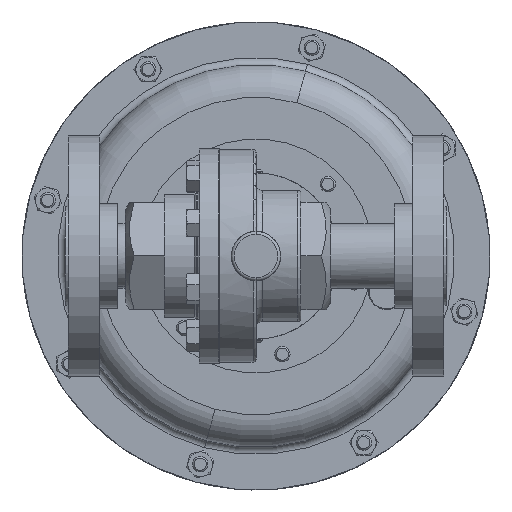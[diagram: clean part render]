
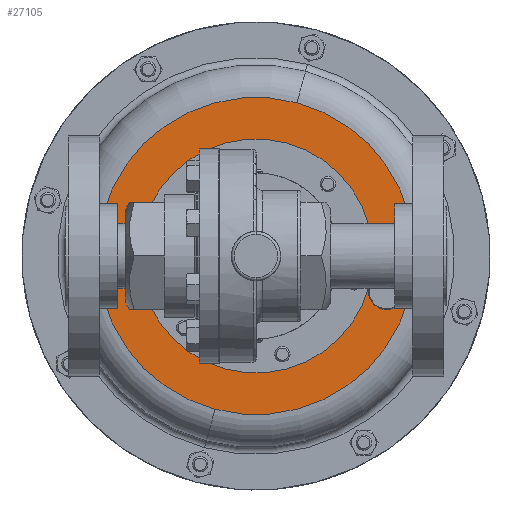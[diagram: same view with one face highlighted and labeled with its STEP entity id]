
A CAD part, front view. The second image highlights one B-rep face of the part: STEP entity #27105.
In plain terms, the highlighted planar face has unit normal (0, -1, 0).
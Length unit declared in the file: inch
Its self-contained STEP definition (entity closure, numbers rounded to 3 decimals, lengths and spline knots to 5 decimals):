
#189 = DIRECTION ( 'NONE',  ( 0., 1., 0. ) ) ;
#490 = CARTESIAN_POINT ( 'NONE',  ( 1.52663, 9.93332, 4.03194 ) ) ;
#895 = CIRCLE ( 'NONE', #15842, 3.219 ) ;
#1098 = DIRECTION ( 'NONE',  ( 0.259, 0., 0.966 ) ) ;
#3531 = DIRECTION ( 'NONE',  ( 0., 0., -1. ) ) ;
#3743 = CIRCLE ( 'NONE', #30682, 3.219 ) ;
#3782 = EDGE_CURVE ( 'NONE', #23422, #7446, #4752, .T. ) ;
#4752 = CIRCLE ( 'NONE', #11146, 0.375 ) ;
#5002 = CARTESIAN_POINT ( 'NONE',  ( 1.52663, 9.93332, 4.03194 ) ) ;
#5033 = EDGE_CURVE ( 'NONE', #6672, #25590, #31987, .T. ) ;
#6672 = VERTEX_POINT ( 'NONE', #8303 ) ;
#6812 = EDGE_CURVE ( 'NONE', #27036, #7274, #3743, .T. ) ;
#7274 = VERTEX_POINT ( 'NONE', #11445 ) ;
#7446 = VERTEX_POINT ( 'NONE', #31328 ) ;
#7524 = ORIENTED_EDGE ( 'NONE', *, *, #6812, .F. ) ;
#7635 = DIRECTION ( 'NONE',  ( 0., 0., -1. ) ) ;
#8142 = ORIENTED_EDGE ( 'NONE', *, *, #5033, .T. ) ;
#8293 = AXIS2_PLACEMENT_3D ( 'NONE', #11350, #189, #14696 ) ;
#8303 = CARTESIAN_POINT ( 'NONE',  ( 3.8207, 9.93332, 3.41725 ) ) ;
#9181 = ORIENTED_EDGE ( 'NONE', *, *, #14650, .T. ) ;
#9976 = DIRECTION ( 'NONE',  ( 0.379, 0., 0.926 ) ) ;
#11146 = AXIS2_PLACEMENT_3D ( 'NONE', #17356, #23129, #9976 ) ;
#11350 = CARTESIAN_POINT ( 'NONE',  ( 4.18293, 9.93332, 3.32019 ) ) ;
#11445 = CARTESIAN_POINT ( 'NONE',  ( 0.69349, 9.93332, 0.92263 ) ) ;
#13440 = PLANE ( 'NONE',  #26167 ) ;
#14505 = DIRECTION ( 'NONE',  ( 0., 1., 0. ) ) ;
#14650 = EDGE_CURVE ( 'NONE', #7446, #6672, #33192, .T. ) ;
#14696 = DIRECTION ( 'NONE',  ( 0.379, 0., 0.926 ) ) ;
#15842 = AXIS2_PLACEMENT_3D ( 'NONE', #32655, #16852, #1098 ) ;
#15900 = CARTESIAN_POINT ( 'NONE',  ( 2.35977, 9.93332, 7.14126 ) ) ;
#16128 = DIRECTION ( 'NONE',  ( -0.259, 0., -0.966 ) ) ;
#16292 = AXIS2_PLACEMENT_3D ( 'NONE', #19330, #16663, #3531 ) ;
#16556 = AXIS2_PLACEMENT_3D ( 'NONE', #30345, #14505, #32980 ) ;
#16663 = DIRECTION ( 'NONE',  ( 0., 1., 0. ) ) ;
#16852 = DIRECTION ( 'NONE',  ( 0., 1., 0. ) ) ;
#17356 = CARTESIAN_POINT ( 'NONE',  ( 4.18293, 9.93332, 3.32019 ) ) ;
#18099 = AXIS2_PLACEMENT_3D ( 'NONE', #5002, #23440, #7635 ) ;
#18937 = EDGE_CURVE ( 'NONE', #25590, #6672, #27773, .T. ) ;
#19330 = CARTESIAN_POINT ( 'NONE',  ( 1.52663, 9.93332, 4.03194 ) ) ;
#19522 = CARTESIAN_POINT ( 'NONE',  ( -0.76744, 9.93332, 4.64664 ) ) ;
#19942 = ORIENTED_EDGE ( 'NONE', *, *, #3782, .T. ) ;
#21043 = ORIENTED_EDGE ( 'NONE', *, *, #33887, .T. ) ;
#21339 = CARTESIAN_POINT ( 'NONE',  ( 4.63595, 9.93332, 3.1988 ) ) ;
#21663 = FACE_OUTER_BOUND ( 'NONE', #22606, .T. ) ;
#22606 = EDGE_LOOP ( 'NONE', ( #7524, #33515 ) ) ;
#22877 = DIRECTION ( 'NONE',  ( 0., 1., 0. ) ) ;
#23129 = DIRECTION ( 'NONE',  ( 0., 1., 0. ) ) ;
#23422 = VERTEX_POINT ( 'NONE', #32370 ) ;
#23440 = DIRECTION ( 'NONE',  ( 0., 1., 0. ) ) ;
#24438 = ORIENTED_EDGE ( 'NONE', *, *, #18937, .T. ) ;
#25334 = EDGE_LOOP ( 'NONE', ( #21043, #19942, #9181, #8142, #24438 ) ) ;
#25590 = VERTEX_POINT ( 'NONE', #19522 ) ;
#26167 = AXIS2_PLACEMENT_3D ( 'NONE', #21339, #31921, #16128 ) ;
#27022 = FACE_BOUND ( 'NONE', #25334, .T. ) ;
#27036 = VERTEX_POINT ( 'NONE', #15900 ) ;
#27105 = ADVANCED_FACE ( 'NONE', ( #21663, #27022 ), #13440, .T. ) ;
#27773 = CIRCLE ( 'NONE', #18099, 2.375 ) ;
#28834 = CIRCLE ( 'NONE', #16556, 0.375 ) ;
#29950 = DIRECTION ( 'NONE',  ( 0.259, 0., 0.966 ) ) ;
#30345 = CARTESIAN_POINT ( 'NONE',  ( 4.18293, 9.93332, 3.32019 ) ) ;
#30682 = AXIS2_PLACEMENT_3D ( 'NONE', #490, #22877, #29950 ) ;
#31328 = CARTESIAN_POINT ( 'NONE',  ( 4.04095, 9.93332, 2.9731 ) ) ;
#31475 = EDGE_CURVE ( 'NONE', #7274, #27036, #895, .T. ) ;
#31921 = DIRECTION ( 'NONE',  ( 0., -1., 0. ) ) ;
#31987 = CIRCLE ( 'NONE', #16292, 2.375 ) ;
#32370 = CARTESIAN_POINT ( 'NONE',  ( 4.3249, 9.93332, 3.66728 ) ) ;
#32655 = CARTESIAN_POINT ( 'NONE',  ( 1.52663, 9.93332, 4.03194 ) ) ;
#32980 = DIRECTION ( 'NONE',  ( 0.379, 0., 0.926 ) ) ;
#33192 = CIRCLE ( 'NONE', #8293, 0.375 ) ;
#33515 = ORIENTED_EDGE ( 'NONE', *, *, #31475, .F. ) ;
#33887 = EDGE_CURVE ( 'NONE', #6672, #23422, #28834, .T. ) ;
